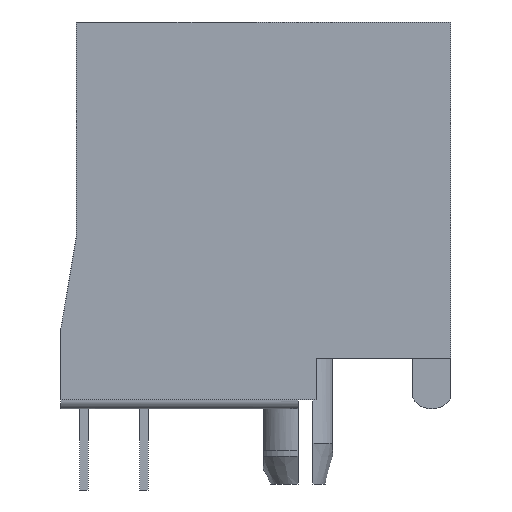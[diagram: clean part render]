
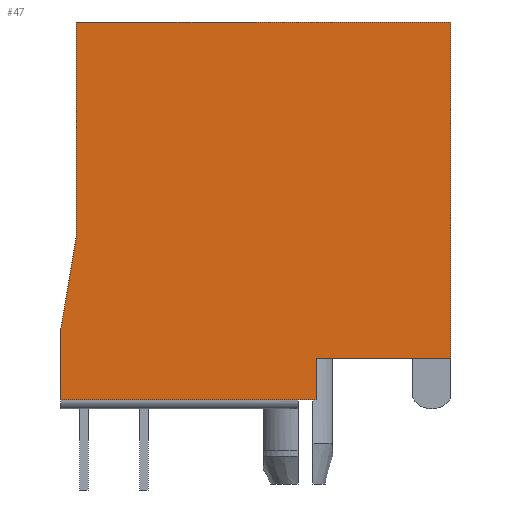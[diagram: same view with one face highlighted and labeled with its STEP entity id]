
A CAD part, left-side view. The second image highlights one B-rep face of the part: STEP entity #47.
In plain terms, the highlighted planar face has unit normal (-1, 0, 0).
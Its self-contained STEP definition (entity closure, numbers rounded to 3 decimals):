
#47=ADVANCED_FACE('',(#219),#220,.F.);
#219=FACE_OUTER_BOUND('',#584,.T.);
#220=PLANE('',#585);
#584=EDGE_LOOP('',(#954,#955,#956,#957,#958,#959,#960,#961));
#585=AXIS2_PLACEMENT_3D('',#962,#963,#964);
#954=ORIENTED_EDGE('',*,*,#2423,.F.);
#955=ORIENTED_EDGE('',*,*,#2424,.F.);
#956=ORIENTED_EDGE('',*,*,#2425,.F.);
#957=ORIENTED_EDGE('',*,*,#2426,.F.);
#958=ORIENTED_EDGE('',*,*,#2427,.F.);
#959=ORIENTED_EDGE('',*,*,#2428,.F.);
#960=ORIENTED_EDGE('',*,*,#2429,.T.);
#961=ORIENTED_EDGE('',*,*,#2430,.F.);
#962=CARTESIAN_POINT('',(-7.874,0.0,0.0));
#963=DIRECTION('',(1.0,0.0,0.0));
#964=DIRECTION('',(0.0,1.0,0.0));
#2423=EDGE_CURVE('',#2908,#2909,#2910,.T.);
#2424=EDGE_CURVE('',#2911,#2908,#2912,.T.);
#2425=EDGE_CURVE('',#2913,#2911,#2914,.T.);
#2426=EDGE_CURVE('',#2915,#2913,#2916,.T.);
#2427=EDGE_CURVE('',#2917,#2915,#2918,.T.);
#2428=EDGE_CURVE('',#2919,#2917,#2920,.T.);
#2429=EDGE_CURVE('',#2919,#2921,#2922,.T.);
#2430=EDGE_CURVE('',#2909,#2921,#2923,.T.);
#2908=VERTEX_POINT('',#3711);
#2909=VERTEX_POINT('',#3712);
#2910=LINE('',#3713,#3714);
#2911=VERTEX_POINT('',#3715);
#2912=LINE('',#3716,#3717);
#2913=VERTEX_POINT('',#3718);
#2914=LINE('',#3719,#3720);
#2915=VERTEX_POINT('',#3721);
#2916=LINE('',#3722,#3723);
#2917=VERTEX_POINT('',#3724);
#2918=LINE('',#3725,#3726);
#2919=VERTEX_POINT('',#3727);
#2920=LINE('',#3728,#3729);
#2921=VERTEX_POINT('',#3730);
#2922=LINE('',#3731,#3732);
#2923=LINE('',#3733,#3734);
#3711=CARTESIAN_POINT('',(-7.874,7.62,0.0));
#3712=CARTESIAN_POINT('',(-7.874,-8.255,0.0));
#3713=CARTESIAN_POINT('',(-7.874,7.62,0.0));
#3714=VECTOR('',#5048,15.875);
#3715=CARTESIAN_POINT('',(-7.874,7.62,-9.144));
#3716=CARTESIAN_POINT('',(-7.874,7.62,-9.144));
#3717=VECTOR('',#5049,9.144);
#3718=CARTESIAN_POINT('',(-7.874,8.255,-12.954));
#3719=CARTESIAN_POINT('',(-7.874,8.255,-12.954));
#3720=VECTOR('',#5050,3.863);
#3721=CARTESIAN_POINT('',(-7.874,8.255,-16.002));
#3722=CARTESIAN_POINT('',(-7.874,8.255,-16.002));
#3723=VECTOR('',#5051,3.048);
#3724=CARTESIAN_POINT('',(-7.874,-2.54,-16.002));
#3725=CARTESIAN_POINT('',(-7.874,-2.54,-16.002));
#3726=VECTOR('',#5052,10.795);
#3727=CARTESIAN_POINT('',(-7.874,-2.54,-14.224));
#3728=CARTESIAN_POINT('',(-7.874,-2.54,-14.224));
#3729=VECTOR('',#5053,1.778);
#3730=CARTESIAN_POINT('',(-7.874,-8.255,-14.224));
#3731=CARTESIAN_POINT('',(-7.874,-2.54,-14.224));
#3732=VECTOR('',#5054,5.715);
#3733=CARTESIAN_POINT('',(-7.874,-8.255,0.0));
#3734=VECTOR('',#5055,14.224);
#5048=DIRECTION('',(0.0,-1.0,0.0));
#5049=DIRECTION('',(0.0,0.0,1.0));
#5050=DIRECTION('',(0.0,-0.164,0.986));
#5051=DIRECTION('',(0.0,0.0,1.0));
#5052=DIRECTION('',(0.0,1.0,0.0));
#5053=DIRECTION('',(0.0,0.0,-1.0));
#5054=DIRECTION('',(0.0,-1.0,0.0));
#5055=DIRECTION('',(0.0,0.0,-1.0));
